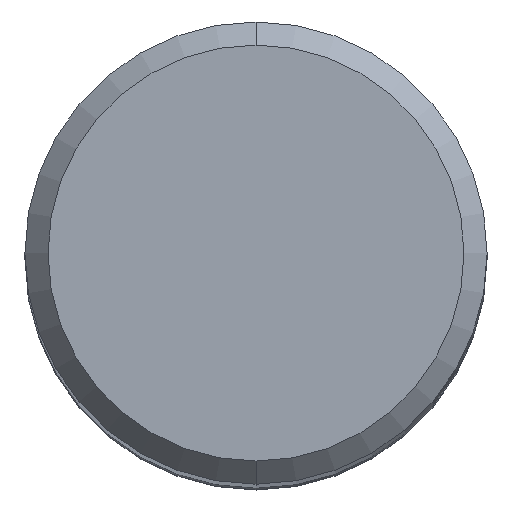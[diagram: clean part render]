
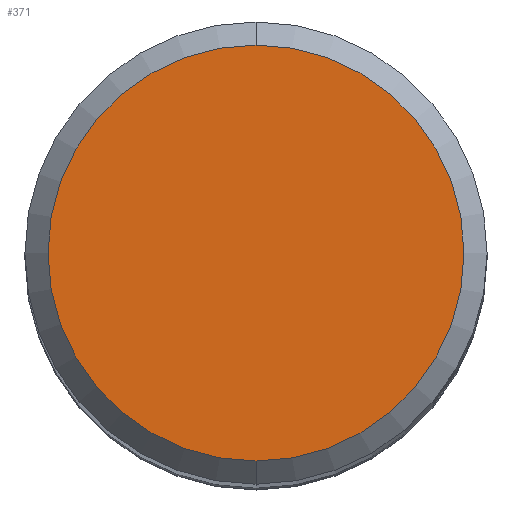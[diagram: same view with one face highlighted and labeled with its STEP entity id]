
A CAD part, top view. The second image highlights one B-rep face of the part: STEP entity #371.
In plain terms, the highlighted planar face has unit normal (0, 0, 1).
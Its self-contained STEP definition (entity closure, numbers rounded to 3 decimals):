
#295=EDGE_CURVE('',#347,#483,#633,.T.);
#327=EDGE_CURVE('',#483,#347,#666,.T.);
#347=VERTEX_POINT('',#687);
#371=ADVANCED_FACE('',(#713),#714,.T.);
#483=VERTEX_POINT('',#837);
#633=CIRCLE('',#1107,3.6);
#666=CIRCLE('',#1182,3.6);
#687=CARTESIAN_POINT('',(0.,-3.6,0.0));
#713=FACE_OUTER_BOUND('',#1296,.T.);
#714=PLANE('',#1297);
#837=CARTESIAN_POINT('',(0.0,3.6,0.0));
#1107=AXIS2_PLACEMENT_3D('',#1693,#1694,#1695);
#1182=AXIS2_PLACEMENT_3D('',#1719,#1720,#1721);
#1296=EDGE_LOOP('',(#1766,#1767));
#1297=AXIS2_PLACEMENT_3D('',#1768,#1769,#1770);
#1693=CARTESIAN_POINT('',(0.0,0.0,0.0));
#1694=DIRECTION('',(0.0,0.0,-1.0));
#1695=DIRECTION('',(0.0,1.0,0.0));
#1719=CARTESIAN_POINT('',(0.0,0.0,0.0));
#1720=DIRECTION('',(0.0,0.0,-1.0));
#1721=DIRECTION('',(0.0,1.0,0.0));
#1766=ORIENTED_EDGE('',*,*,#327,.F.);
#1767=ORIENTED_EDGE('',*,*,#295,.F.);
#1768=CARTESIAN_POINT('',(0.0,1.8,0.0));
#1769=DIRECTION('',(-0.0,0.0,1.0));
#1770=DIRECTION('',(0.0,-1.0,0.0));
